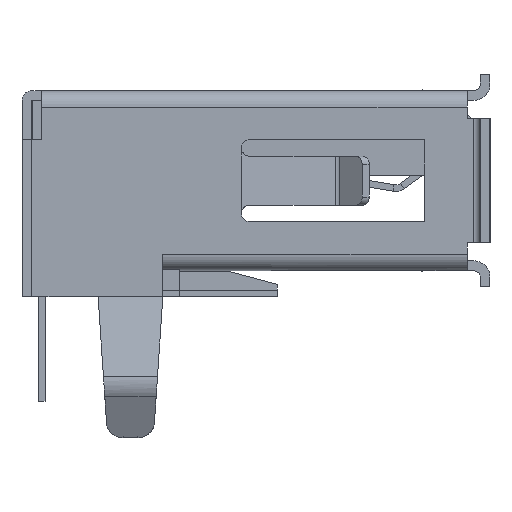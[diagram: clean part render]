
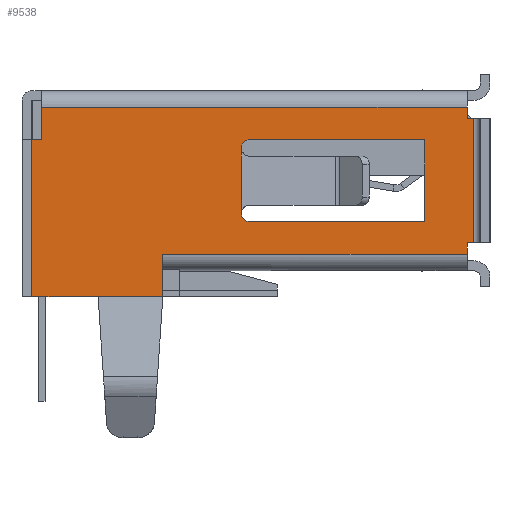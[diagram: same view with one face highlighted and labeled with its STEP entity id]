
A CAD part, left-side view. The second image highlights one B-rep face of the part: STEP entity #9538.
In plain terms, the highlighted planar face has unit normal (-1, 0, 0).
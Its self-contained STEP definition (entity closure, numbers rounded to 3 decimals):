
#44=FACE_BOUND('',#1028,.T.);
#72=PLANE('',#10095);
#498=FACE_OUTER_BOUND('',#1027,.T.);
#1027=EDGE_LOOP('',(#6320,#6321,#6322,#6323,#6324,#6325,#6326,#6327,#6328,
#6329,#6330,#6331,#6332));
#1028=EDGE_LOOP('',(#6333,#6334,#6335,#6336,#6337,#6338));
#1624=LINE('',#13648,#2760);
#1625=LINE('',#13650,#2761);
#1626=LINE('',#13652,#2762);
#1627=LINE('',#13654,#2763);
#1628=LINE('',#13656,#2764);
#1629=LINE('',#13658,#2765);
#1630=LINE('',#13660,#2766);
#1631=LINE('',#13662,#2767);
#1632=LINE('',#13664,#2768);
#1633=LINE('',#13666,#2769);
#1634=LINE('',#13668,#2770);
#1635=LINE('',#13670,#2771);
#1636=LINE('',#13671,#2772);
#1637=LINE('',#13674,#2773);
#1638=LINE('',#13676,#2774);
#1639=LINE('',#13680,#2775);
#1640=LINE('',#13683,#2776);
#2760=VECTOR('',#10951,1000.);
#2761=VECTOR('',#10952,1000.);
#2762=VECTOR('',#10953,1000.);
#2763=VECTOR('',#10954,1000.);
#2764=VECTOR('',#10955,1000.);
#2765=VECTOR('',#10956,1000.);
#2766=VECTOR('',#10957,1000.);
#2767=VECTOR('',#10958,1000.);
#2768=VECTOR('',#10959,1000.);
#2769=VECTOR('',#10960,1000.);
#2770=VECTOR('',#10961,1000.);
#2771=VECTOR('',#10962,1000.);
#2772=VECTOR('',#10963,1000.);
#2773=VECTOR('',#10964,1000.);
#2774=VECTOR('',#10965,1000.);
#2775=VECTOR('',#10968,1000.);
#2776=VECTOR('',#10971,1000.);
#3848=CIRCLE('',#10096,0.25);
#3849=CIRCLE('',#10097,0.25);
#4110=VERTEX_POINT('',#13646);
#4111=VERTEX_POINT('',#13647);
#4112=VERTEX_POINT('',#13649);
#4113=VERTEX_POINT('',#13651);
#4114=VERTEX_POINT('',#13653);
#4115=VERTEX_POINT('',#13655);
#4116=VERTEX_POINT('',#13657);
#4117=VERTEX_POINT('',#13659);
#4118=VERTEX_POINT('',#13661);
#4119=VERTEX_POINT('',#13663);
#4120=VERTEX_POINT('',#13665);
#4121=VERTEX_POINT('',#13667);
#4122=VERTEX_POINT('',#13669);
#4123=VERTEX_POINT('',#13672);
#4124=VERTEX_POINT('',#13673);
#4125=VERTEX_POINT('',#13675);
#4126=VERTEX_POINT('',#13677);
#4127=VERTEX_POINT('',#13679);
#4128=VERTEX_POINT('',#13681);
#4950=EDGE_CURVE('',#4110,#4111,#1624,.T.);
#4951=EDGE_CURVE('',#4111,#4112,#1625,.T.);
#4952=EDGE_CURVE('',#4112,#4113,#1626,.T.);
#4953=EDGE_CURVE('',#4113,#4114,#1627,.T.);
#4954=EDGE_CURVE('',#4114,#4115,#1628,.T.);
#4955=EDGE_CURVE('',#4115,#4116,#1629,.T.);
#4956=EDGE_CURVE('',#4116,#4117,#1630,.T.);
#4957=EDGE_CURVE('',#4117,#4118,#1631,.T.);
#4958=EDGE_CURVE('',#4118,#4119,#1632,.T.);
#4959=EDGE_CURVE('',#4119,#4120,#1633,.T.);
#4960=EDGE_CURVE('',#4120,#4121,#1634,.T.);
#4961=EDGE_CURVE('',#4121,#4122,#1635,.T.);
#4962=EDGE_CURVE('',#4110,#4122,#1636,.T.);
#4963=EDGE_CURVE('',#4123,#4124,#1637,.T.);
#4964=EDGE_CURVE('',#4124,#4125,#1638,.T.);
#4965=EDGE_CURVE('',#4125,#4126,#3848,.T.);
#4966=EDGE_CURVE('',#4126,#4127,#1639,.T.);
#4967=EDGE_CURVE('',#4127,#4128,#3849,.T.);
#4968=EDGE_CURVE('',#4128,#4123,#1640,.T.);
#6320=ORIENTED_EDGE('',*,*,#4950,.T.);
#6321=ORIENTED_EDGE('',*,*,#4951,.T.);
#6322=ORIENTED_EDGE('',*,*,#4952,.T.);
#6323=ORIENTED_EDGE('',*,*,#4953,.T.);
#6324=ORIENTED_EDGE('',*,*,#4954,.T.);
#6325=ORIENTED_EDGE('',*,*,#4955,.T.);
#6326=ORIENTED_EDGE('',*,*,#4956,.T.);
#6327=ORIENTED_EDGE('',*,*,#4957,.T.);
#6328=ORIENTED_EDGE('',*,*,#4958,.T.);
#6329=ORIENTED_EDGE('',*,*,#4959,.T.);
#6330=ORIENTED_EDGE('',*,*,#4960,.T.);
#6331=ORIENTED_EDGE('',*,*,#4961,.T.);
#6332=ORIENTED_EDGE('',*,*,#4962,.F.);
#6333=ORIENTED_EDGE('',*,*,#4963,.T.);
#6334=ORIENTED_EDGE('',*,*,#4964,.T.);
#6335=ORIENTED_EDGE('',*,*,#4965,.T.);
#6336=ORIENTED_EDGE('',*,*,#4966,.T.);
#6337=ORIENTED_EDGE('',*,*,#4967,.T.);
#6338=ORIENTED_EDGE('',*,*,#4968,.T.);
#9538=ADVANCED_FACE('',(#498,#44),#72,.F.);
#10095=AXIS2_PLACEMENT_3D('',#13645,#10949,#10950);
#10096=AXIS2_PLACEMENT_3D('',#13678,#10966,#10967);
#10097=AXIS2_PLACEMENT_3D('',#13682,#10969,#10970);
#10949=DIRECTION('center_axis',(1.,0.,0.));
#10950=DIRECTION('ref_axis',(0.,0.,-1.));
#10951=DIRECTION('',(0.,-1.,0.));
#10952=DIRECTION('',(0.,0.,1.));
#10953=DIRECTION('',(0.,1.,0.));
#10954=DIRECTION('',(0.,0.,1.));
#10955=DIRECTION('',(0.,1.,0.));
#10956=DIRECTION('',(0.,0.,-1.));
#10957=DIRECTION('',(0.,1.,0.));
#10958=DIRECTION('',(0.,0.,-1.));
#10959=DIRECTION('',(0.,-1.,0.));
#10960=DIRECTION('',(0.,-1.,0.));
#10961=DIRECTION('',(0.,0.,1.));
#10962=DIRECTION('',(0.,-1.,0.));
#10963=DIRECTION('',(0.,0.,-1.));
#10964=DIRECTION('',(0.,0.,-1.));
#10965=DIRECTION('',(0.,1.,0.));
#10966=DIRECTION('center_axis',(1.,0.,0.));
#10967=DIRECTION('ref_axis',(0.,0.,-1.));
#10968=DIRECTION('',(0.,0.,1.));
#10969=DIRECTION('center_axis',(1.,0.,0.));
#10970=DIRECTION('ref_axis',(0.,0.,-1.));
#10971=DIRECTION('',(0.,-1.,0.));
#13645=CARTESIAN_POINT('Origin',(-6.6,-13.7,6.3));
#13646=CARTESIAN_POINT('',(-6.6,-13.,1.65));
#13647=CARTESIAN_POINT('',(-6.6,-13.2,1.65));
#13648=CARTESIAN_POINT('',(-6.6,-13.7,1.65));
#13649=CARTESIAN_POINT('',(-6.6,-13.2,5.45));
#13650=CARTESIAN_POINT('',(-6.6,-13.2,5.45));
#13651=CARTESIAN_POINT('',(-6.6,-13.,5.45));
#13652=CARTESIAN_POINT('',(-6.6,-13.7,5.45));
#13653=CARTESIAN_POINT('',(-6.6,-13.,5.8));
#13654=CARTESIAN_POINT('',(-6.6,-13.,6.3));
#13655=CARTESIAN_POINT('',(-6.6,0.005,5.8));
#13656=CARTESIAN_POINT('',(-6.6,-13.7,5.8));
#13657=CARTESIAN_POINT('',(-6.6,0.005,4.8));
#13658=CARTESIAN_POINT('',(-6.6,0.005,6.3));
#13659=CARTESIAN_POINT('',(-6.6,0.3,4.8));
#13660=CARTESIAN_POINT('',(-6.6,-13.7,4.8));
#13661=CARTESIAN_POINT('',(-6.6,0.3,0.));
#13662=CARTESIAN_POINT('',(-6.6,0.3,6.3));
#13663=CARTESIAN_POINT('',(-6.6,-1.72,0.));
#13664=CARTESIAN_POINT('',(-6.6,0.3,0.));
#13665=CARTESIAN_POINT('',(-6.6,-3.7,0.));
#13666=CARTESIAN_POINT('',(-6.6,-1.72,0.));
#13667=CARTESIAN_POINT('',(-6.6,-3.7,1.3));
#13668=CARTESIAN_POINT('',(-6.6,-3.7,0.));
#13669=CARTESIAN_POINT('',(-6.6,-13.,1.3));
#13670=CARTESIAN_POINT('',(-6.6,-13.,1.3));
#13671=CARTESIAN_POINT('',(-6.6,-13.,6.3));
#13672=CARTESIAN_POINT('',(-6.6,-11.7,4.8));
#13673=CARTESIAN_POINT('',(-6.6,-11.7,2.3));
#13674=CARTESIAN_POINT('',(-6.6,-11.7,4.8));
#13675=CARTESIAN_POINT('',(-6.6,-6.35,2.3));
#13676=CARTESIAN_POINT('',(-6.6,-6.1,2.3));
#13677=CARTESIAN_POINT('',(-6.6,-6.1,2.55));
#13678=CARTESIAN_POINT('Origin',(-6.6,-6.35,2.55));
#13679=CARTESIAN_POINT('',(-6.6,-6.1,4.55));
#13680=CARTESIAN_POINT('',(-6.6,-6.1,4.3));
#13681=CARTESIAN_POINT('',(-6.6,-6.35,4.8));
#13682=CARTESIAN_POINT('Origin',(-6.6,-6.35,4.55));
#13683=CARTESIAN_POINT('',(-6.6,-6.1,4.8));
